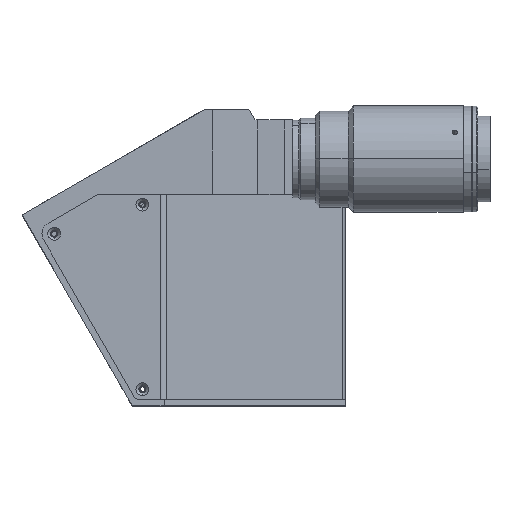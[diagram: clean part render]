
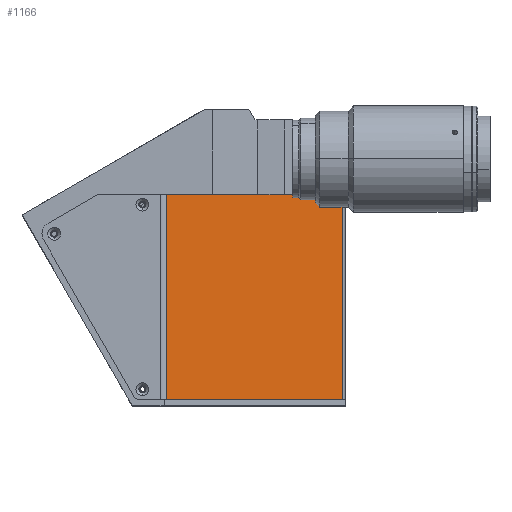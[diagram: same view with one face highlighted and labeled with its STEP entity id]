
A CAD part, top view. The second image highlights one B-rep face of the part: STEP entity #1166.
In plain terms, the highlighted planar face has unit normal (0.707, 0, 0.707).
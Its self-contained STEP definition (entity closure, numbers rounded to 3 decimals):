
#1007 = LINE ( 'NONE', #3356, #3231 ) ;
#1105 = ORIENTED_EDGE ( 'NONE', *, *, #11658, .T. ) ;
#1137 = VERTEX_POINT ( 'NONE', #11977 ) ;
#1166 = ADVANCED_FACE ( 'NONE', ( #9085 ), #11960, .T. ) ;
#1303 = LINE ( 'NONE', #2484, #10704 ) ;
#1397 = ORIENTED_EDGE ( 'NONE', *, *, #11518, .F. ) ;
#2006 = DIRECTION ( 'NONE',  ( 0., 1., 0. ) ) ;
#2061 = DIRECTION ( 'NONE',  ( 0.707, 0., -0.707 ) ) ;
#2431 = AXIS2_PLACEMENT_3D ( 'NONE', #11809, #11793, #11774 ) ;
#2459 = VECTOR ( 'NONE', #8859, 1000. ) ;
#2484 = CARTESIAN_POINT ( 'NONE',  ( 61.414, -59., 257.466 ) ) ;
#2502 = CARTESIAN_POINT ( 'NONE',  ( -25.615, -277.546, 344.496 ) ) ;
#2800 = DIRECTION ( 'NONE',  ( 0., -1., 0. ) ) ;
#3231 = VECTOR ( 'NONE', #2800, 1000. ) ;
#3338 = CARTESIAN_POINT ( 'NONE',  ( 60.828, -59., 258.052 ) ) ;
#3356 = CARTESIAN_POINT ( 'NONE',  ( 60.828, -277.546, 258.052 ) ) ;
#3382 = VERTEX_POINT ( 'NONE', #9720 ) ;
#4344 = CARTESIAN_POINT ( 'NONE',  ( -25.615, -59., 344.496 ) ) ;
#5030 = LINE ( 'NONE', #9534, #2459 ) ;
#5504 = VECTOR ( 'NONE', #2006, 1000. ) ;
#5810 = LINE ( 'NONE', #2502, #5504 ) ;
#7905 = EDGE_LOOP ( 'NONE', ( #1105, #8805, #1397, #9111 ) ) ;
#8167 = VERTEX_POINT ( 'NONE', #4344 ) ;
#8805 = ORIENTED_EDGE ( 'NONE', *, *, #11653, .F. ) ;
#8859 = DIRECTION ( 'NONE',  ( 0.707, 0., -0.707 ) ) ;
#9085 = FACE_OUTER_BOUND ( 'NONE', #7905, .T. ) ;
#9111 = ORIENTED_EDGE ( 'NONE', *, *, #11674, .F. ) ;
#9534 = CARTESIAN_POINT ( 'NONE',  ( 61.414, 41.5, 257.466 ) ) ;
#9720 = CARTESIAN_POINT ( 'NONE',  ( -25.615, 41.5, 344.496 ) ) ;
#10704 = VECTOR ( 'NONE', #2061, 1000. ) ;
#11138 = VERTEX_POINT ( 'NONE', #3338 ) ;
#11518 = EDGE_CURVE ( 'NONE', #3382, #1137, #5030, .T. ) ;
#11653 = EDGE_CURVE ( 'NONE', #1137, #11138, #1007, .T. ) ;
#11658 = EDGE_CURVE ( 'NONE', #8167, #11138, #1303, .T. ) ;
#11674 = EDGE_CURVE ( 'NONE', #8167, #3382, #5810, .T. ) ;
#11774 = DIRECTION ( 'NONE',  ( -0.707, 0., 0.707 ) ) ;
#11793 = DIRECTION ( 'NONE',  ( 0.707, 0., 0.707 ) ) ;
#11809 = CARTESIAN_POINT ( 'NONE',  ( 61.414, -277.546, 257.466 ) ) ;
#11960 = PLANE ( 'NONE',  #2431 ) ;
#11977 = CARTESIAN_POINT ( 'NONE',  ( 60.828, 41.5, 258.052 ) ) ;
